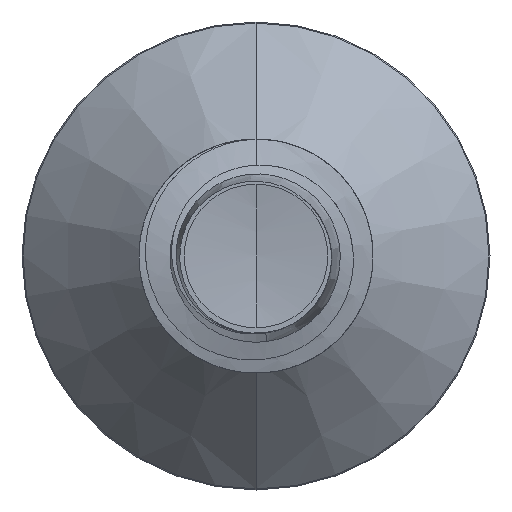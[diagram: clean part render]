
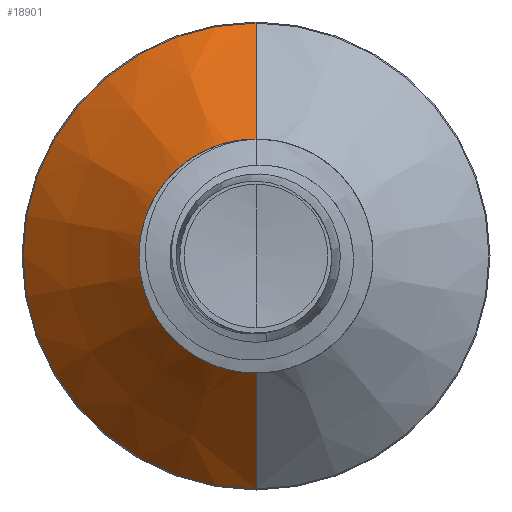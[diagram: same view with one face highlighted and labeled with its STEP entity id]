
A CAD part, front view. The second image highlights one B-rep face of the part: STEP entity #18901.
In plain terms, the highlighted conical face has half-angle 45 degrees and reference radius 0.638 mm.
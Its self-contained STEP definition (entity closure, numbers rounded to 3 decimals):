
#37 = EDGE_CURVE ( 'NONE', #16501, #9837, #3736, .T. ) ;
#247 = DIRECTION ( 'NONE',  ( 0., 1., 0. ) ) ;
#628 = LINE ( 'NONE', #13564, #4439 ) ;
#1662 = CARTESIAN_POINT ( 'NONE',  ( 0., 3.938, 0.638 ) ) ;
#2730 = CARTESIAN_POINT ( 'NONE',  ( 0., 4.694, -1.394 ) ) ;
#3300 = CARTESIAN_POINT ( 'NONE',  ( 0., 3.938, 0.638 ) ) ;
#3736 = CIRCLE ( 'NONE', #11628, 1.394 ) ;
#4054 = VERTEX_POINT ( 'NONE', #17856 ) ;
#4439 = VECTOR ( 'NONE', #7480, 1000. ) ;
#5068 = DIRECTION ( 'NONE',  ( 0., 0., 1. ) ) ;
#5534 = VERTEX_POINT ( 'NONE', #1662 ) ;
#6251 = ORIENTED_EDGE ( 'NONE', *, *, #14040, .T. ) ;
#7480 = DIRECTION ( 'NONE',  ( 0., 0.707, -0.707 ) ) ;
#7849 = DIRECTION ( 'NONE',  ( 0., 1., 0. ) ) ;
#8655 = AXIS2_PLACEMENT_3D ( 'NONE', #15787, #247, #5068 ) ;
#8954 = ORIENTED_EDGE ( 'NONE', *, *, #14676, .F. ) ;
#9837 = VERTEX_POINT ( 'NONE', #19498 ) ;
#9854 = AXIS2_PLACEMENT_3D ( 'NONE', #16913, #7849, #18408 ) ;
#11084 = DIRECTION ( 'NONE',  ( 0., 0.707, 0.707 ) ) ;
#11360 = EDGE_LOOP ( 'NONE', ( #8954, #17422, #6251, #14879 ) ) ;
#11628 = AXIS2_PLACEMENT_3D ( 'NONE', #17553, #18396, #19953 ) ;
#11731 = CIRCLE ( 'NONE', #9854, 0.638 ) ;
#13564 = CARTESIAN_POINT ( 'NONE',  ( 0., 3.938, -0.638 ) ) ;
#14040 = EDGE_CURVE ( 'NONE', #5534, #9837, #15969, .T. ) ;
#14676 = EDGE_CURVE ( 'NONE', #4054, #16501, #628, .T. ) ;
#14821 = EDGE_CURVE ( 'NONE', #4054, #5534, #11731, .T. ) ;
#14879 = ORIENTED_EDGE ( 'NONE', *, *, #37, .F. ) ;
#15494 = VECTOR ( 'NONE', #11084, 1000. ) ;
#15787 = CARTESIAN_POINT ( 'NONE',  ( 0., 3.938, 0. ) ) ;
#15969 = LINE ( 'NONE', #3300, #15494 ) ;
#16501 = VERTEX_POINT ( 'NONE', #2730 ) ;
#16639 = CONICAL_SURFACE ( 'NONE', #8655, 0.638, 0.785 ) ;
#16913 = CARTESIAN_POINT ( 'NONE',  ( 0., 3.938, 0. ) ) ;
#17087 = FACE_OUTER_BOUND ( 'NONE', #11360, .T. ) ;
#17422 = ORIENTED_EDGE ( 'NONE', *, *, #14821, .T. ) ;
#17553 = CARTESIAN_POINT ( 'NONE',  ( 0., 4.694, 0. ) ) ;
#17856 = CARTESIAN_POINT ( 'NONE',  ( 0., 3.938, -0.638 ) ) ;
#18396 = DIRECTION ( 'NONE',  ( 0., 1., 0. ) ) ;
#18408 = DIRECTION ( 'NONE',  ( 0., 0., 1. ) ) ;
#18901 = ADVANCED_FACE ( 'NONE', ( #17087 ), #16639, .T. ) ;
#19498 = CARTESIAN_POINT ( 'NONE',  ( 0., 4.694, 1.394 ) ) ;
#19953 = DIRECTION ( 'NONE',  ( 0., 0., 1. ) ) ;
